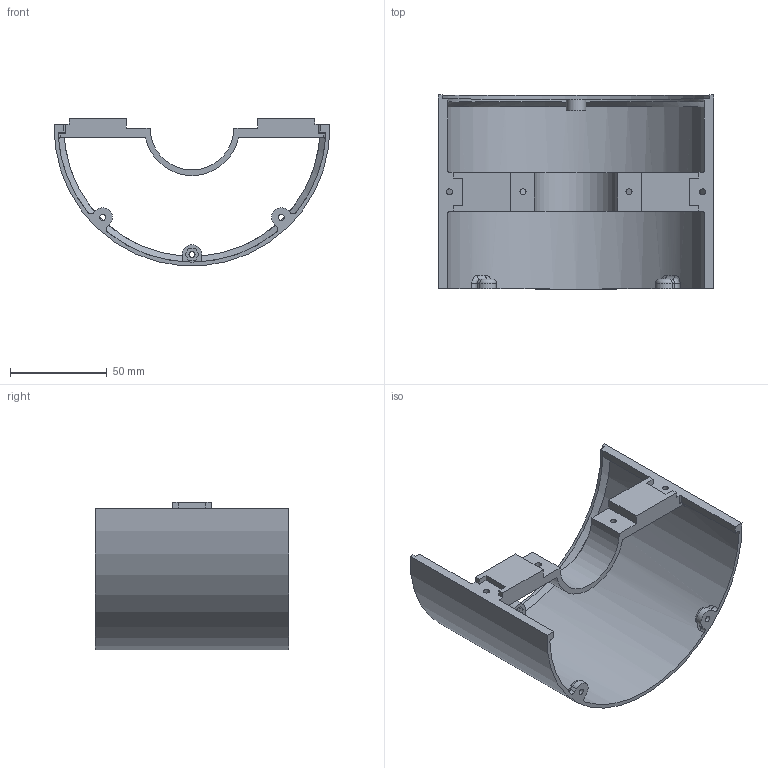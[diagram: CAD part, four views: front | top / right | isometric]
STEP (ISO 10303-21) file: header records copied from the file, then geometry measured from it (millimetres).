
FILE_DESCRIPTION(/* description */ (''),/* implementation_level */ '2;1');
FILE_NAME(/* name */ 'fan case 01.step',/* time_stamp */ '2019-10-02T03:01:13+09:00',/* author */ (''),/* organization */ (''),/* preprocessor_version */ 'ST-DEVELOPER v18',/* originating_system */ 'Autodesk Translation Framework v8.6.0.1094',/* authorisation */ '');
FILE_SCHEMA (('AUTOMOTIVE_DESIGN { 1 0 10303 214 3 1 1 }'));
Length unit declared in the file: millimetre
Products named in the file (1): fan case 01
Bounding box: 142.3 x 100 x 75.93 mm (x, y, z)
Volume: 68201 mm3; surface area: 57318.5 mm2
Topology: 1 solids, 1 shells, 138 faces, 381 edges, 244 vertices
Faces by surface type: plane 79, cylinder 39, torus 8, bspline 4, cone 4, sphere 4
Full cylindrical faces by diameter (mm): 3.1 x7
Entity records: 4614 total; most frequent: CARTESIAN_POINT 1008, ORIENTED_EDGE 762, DIRECTION 730, EDGE_CURVE 381, LINE 254, VECTOR 254, VERTEX_POINT 244, AXIS2_PLACEMENT_3D 238
